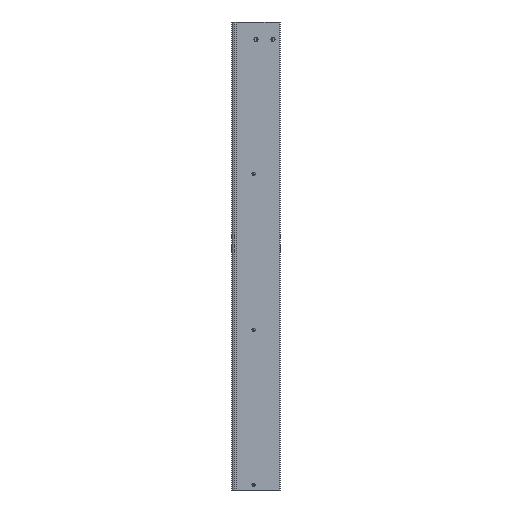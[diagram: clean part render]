
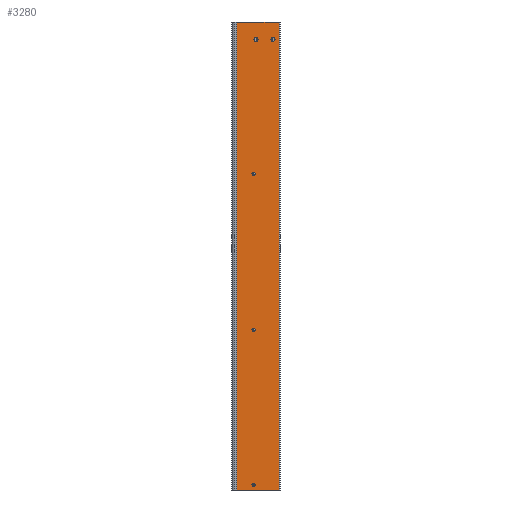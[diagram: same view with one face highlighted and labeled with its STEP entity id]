
A CAD part, left-side view. The second image highlights one B-rep face of the part: STEP entity #3280.
In plain terms, the highlighted planar face has unit normal (-1, 0, 0).
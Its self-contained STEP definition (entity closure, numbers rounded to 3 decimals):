
#3 = FACE_BOUND ( 'NONE', #2242, .T. ) ;
#4 = DIRECTION ( 'NONE',  ( 0., -1., 0. ) ) ;
#8 = DIRECTION ( 'NONE',  ( -1., 0., 0. ) ) ;
#34 = CARTESIAN_POINT ( 'NONE',  ( -11.5, -12.6, 482. ) ) ;
#37 = VERTEX_POINT ( 'NONE', #1068 ) ;
#44 = CIRCLE ( 'NONE', #1948, 1.65 ) ;
#100 = AXIS2_PLACEMENT_3D ( 'NONE', #947, #965, #2389 ) ;
#106 = CARTESIAN_POINT ( 'NONE',  ( -11.5, 7.5, 179.55 ) ) ;
#135 = EDGE_CURVE ( 'NONE', #2247, #1322, #3422, .T. ) ;
#198 = EDGE_CURVE ( 'NONE', #1284, #751, #2670, .T. ) ;
#199 = ORIENTED_EDGE ( 'NONE', *, *, #2001, .F. ) ;
#204 = VECTOR ( 'NONE', #601, 1000. ) ;
#261 = CARTESIAN_POINT ( 'NONE',  ( -11.5, 7.5, 182.85 ) ) ;
#274 = DIRECTION ( 'NONE',  ( 0., 0., 1. ) ) ;
#296 = CARTESIAN_POINT ( 'NONE',  ( -11.5, 25., 500. ) ) ;
#297 = PLANE ( 'NONE',  #1297 ) ;
#318 = CARTESIAN_POINT ( 'NONE',  ( -11.5, 5., 484.1 ) ) ;
#357 = LINE ( 'NONE', #1380, #3338 ) ;
#392 = AXIS2_PLACEMENT_3D ( 'NONE', #34, #1427, #3427 ) ;
#445 = CIRCLE ( 'NONE', #2360, 2.1 ) ;
#524 = CARTESIAN_POINT ( 'NONE',  ( -11.5, -19., 500. ) ) ;
#530 = DIRECTION ( 'NONE',  ( 0., 0., 1. ) ) ;
#540 = EDGE_LOOP ( 'NONE', ( #2179, #2726 ) ) ;
#565 = DIRECTION ( 'NONE',  ( 0., 0., 1. ) ) ;
#601 = DIRECTION ( 'NONE',  ( 0., 1., 0. ) ) ;
#621 = DIRECTION ( 'NONE',  ( -1., 0., 0. ) ) ;
#745 = FACE_BOUND ( 'NONE', #1269, .T. ) ;
#751 = VERTEX_POINT ( 'NONE', #2177 ) ;
#770 = DIRECTION ( 'NONE',  ( 0., 0., 1. ) ) ;
#781 = EDGE_CURVE ( 'NONE', #751, #1284, #2357, .T. ) ;
#828 = DIRECTION ( 'NONE',  ( 0., 0., 1. ) ) ;
#837 = CIRCLE ( 'NONE', #2727, 1.65 ) ;
#861 = DIRECTION ( 'NONE',  ( -1., 0., 0. ) ) ;
#874 = DIRECTION ( 'NONE',  ( 0., 0., 1. ) ) ;
#878 = VERTEX_POINT ( 'NONE', #1934 ) ;
#882 = EDGE_CURVE ( 'NONE', #1567, #1980, #2745, .T. ) ;
#904 = AXIS2_PLACEMENT_3D ( 'NONE', #1167, #621, #918 ) ;
#918 = DIRECTION ( 'NONE',  ( 0., 0., 1. ) ) ;
#934 = EDGE_CURVE ( 'NONE', #2122, #1322, #1445, .T. ) ;
#947 = CARTESIAN_POINT ( 'NONE',  ( -11.5, 7.5, 342.7 ) ) ;
#965 = DIRECTION ( 'NONE',  ( -1., 0., 0. ) ) ;
#1018 = CARTESIAN_POINT ( 'NONE',  ( -11.5, 5., 482. ) ) ;
#1046 = AXIS2_PLACEMENT_3D ( 'NONE', #3619, #861, #274 ) ;
#1068 = CARTESIAN_POINT ( 'NONE',  ( -11.5, 7.5, 21.95 ) ) ;
#1167 = CARTESIAN_POINT ( 'NONE',  ( -11.5, 7.5, 20.3 ) ) ;
#1219 = VERTEX_POINT ( 'NONE', #2676 ) ;
#1221 = ORIENTED_EDGE ( 'NONE', *, *, #882, .F. ) ;
#1269 = EDGE_LOOP ( 'NONE', ( #3312, #1974 ) ) ;
#1284 = VERTEX_POINT ( 'NONE', #3252 ) ;
#1297 = AXIS2_PLACEMENT_3D ( 'NONE', #1686, #2281, #2575 ) ;
#1313 = CIRCLE ( 'NONE', #904, 1.65 ) ;
#1322 = VERTEX_POINT ( 'NONE', #2132 ) ;
#1332 = ORIENTED_EDGE ( 'NONE', *, *, #2926, .F. ) ;
#1359 = CIRCLE ( 'NONE', #100, 1.65 ) ;
#1380 = CARTESIAN_POINT ( 'NONE',  ( -11.5, -19., 500. ) ) ;
#1427 = DIRECTION ( 'NONE',  ( -1., 0., 0. ) ) ;
#1445 = LINE ( 'NONE', #296, #1840 ) ;
#1477 = EDGE_LOOP ( 'NONE', ( #1221, #2675 ) ) ;
#1561 = EDGE_CURVE ( 'NONE', #878, #37, #1313, .T. ) ;
#1567 = VERTEX_POINT ( 'NONE', #318 ) ;
#1576 = CIRCLE ( 'NONE', #1046, 1.65 ) ;
#1602 = CARTESIAN_POINT ( 'NONE',  ( -11.5, -19., 15. ) ) ;
#1629 = CARTESIAN_POINT ( 'NONE',  ( -11.5, 7.5, 20.3 ) ) ;
#1632 = VERTEX_POINT ( 'NONE', #106 ) ;
#1649 = EDGE_CURVE ( 'NONE', #1219, #2115, #1359, .T. ) ;
#1674 = CARTESIAN_POINT ( 'NONE',  ( -11.5, 5., 482. ) ) ;
#1686 = CARTESIAN_POINT ( 'NONE',  ( -11.5, 25., 500. ) ) ;
#1712 = VECTOR ( 'NONE', #4, 1000. ) ;
#1792 = ORIENTED_EDGE ( 'NONE', *, *, #3240, .F. ) ;
#1795 = AXIS2_PLACEMENT_3D ( 'NONE', #2570, #8, #828 ) ;
#1807 = EDGE_CURVE ( 'NONE', #37, #878, #44, .T. ) ;
#1840 = VECTOR ( 'NONE', #3096, 1000. ) ;
#1845 = FACE_BOUND ( 'NONE', #1477, .T. ) ;
#1860 = CARTESIAN_POINT ( 'NONE',  ( -11.5, -12.6, 482. ) ) ;
#1884 = LINE ( 'NONE', #2523, #1712 ) ;
#1934 = CARTESIAN_POINT ( 'NONE',  ( -11.5, 7.5, 18.65 ) ) ;
#1948 = AXIS2_PLACEMENT_3D ( 'NONE', #1629, #3317, #770 ) ;
#1974 = ORIENTED_EDGE ( 'NONE', *, *, #198, .F. ) ;
#1980 = VERTEX_POINT ( 'NONE', #3367 ) ;
#2001 = EDGE_CURVE ( 'NONE', #2122, #2821, #1884, .T. ) ;
#2047 = AXIS2_PLACEMENT_3D ( 'NONE', #1674, #3582, #565 ) ;
#2050 = CARTESIAN_POINT ( 'NONE',  ( -11.5, 7.5, 341.05 ) ) ;
#2067 = FACE_BOUND ( 'NONE', #540, .T. ) ;
#2104 = CIRCLE ( 'NONE', #1795, 1.65 ) ;
#2115 = VERTEX_POINT ( 'NONE', #2050 ) ;
#2122 = VERTEX_POINT ( 'NONE', #3466 ) ;
#2132 = CARTESIAN_POINT ( 'NONE',  ( -11.5, 25., 15. ) ) ;
#2143 = DIRECTION ( 'NONE',  ( -1., 0., 0. ) ) ;
#2177 = CARTESIAN_POINT ( 'NONE',  ( -11.5, -12.6, 484.1 ) ) ;
#2179 = ORIENTED_EDGE ( 'NONE', *, *, #1807, .F. ) ;
#2242 = EDGE_LOOP ( 'NONE', ( #2912, #2741 ) ) ;
#2247 = VERTEX_POINT ( 'NONE', #1602 ) ;
#2281 = DIRECTION ( 'NONE',  ( 1., 0., 0. ) ) ;
#2346 = VERTEX_POINT ( 'NONE', #261 ) ;
#2357 = CIRCLE ( 'NONE', #2620, 2.1 ) ;
#2360 = AXIS2_PLACEMENT_3D ( 'NONE', #1018, #2425, #2415 ) ;
#2389 = DIRECTION ( 'NONE',  ( 0., 0., 1. ) ) ;
#2406 = ORIENTED_EDGE ( 'NONE', *, *, #135, .F. ) ;
#2415 = DIRECTION ( 'NONE',  ( 0., 0., 1. ) ) ;
#2425 = DIRECTION ( 'NONE',  ( -1., 0., 0. ) ) ;
#2433 = EDGE_CURVE ( 'NONE', #2247, #2821, #357, .T. ) ;
#2444 = DIRECTION ( 'NONE',  ( 0., 0., 1. ) ) ;
#2453 = CARTESIAN_POINT ( 'NONE',  ( -11.5, 7.5, 342.7 ) ) ;
#2523 = CARTESIAN_POINT ( 'NONE',  ( -11.5, 25., 500. ) ) ;
#2570 = CARTESIAN_POINT ( 'NONE',  ( -11.5, 7.5, 181.2 ) ) ;
#2575 = DIRECTION ( 'NONE',  ( 0., 0., -1. ) ) ;
#2620 = AXIS2_PLACEMENT_3D ( 'NONE', #1860, #2143, #2444 ) ;
#2646 = FACE_OUTER_BOUND ( 'NONE', #2849, .T. ) ;
#2670 = CIRCLE ( 'NONE', #392, 2.1 ) ;
#2675 = ORIENTED_EDGE ( 'NONE', *, *, #3511, .F. ) ;
#2676 = CARTESIAN_POINT ( 'NONE',  ( -11.5, 7.5, 344.35 ) ) ;
#2726 = ORIENTED_EDGE ( 'NONE', *, *, #1561, .F. ) ;
#2727 = AXIS2_PLACEMENT_3D ( 'NONE', #2453, #3303, #530 ) ;
#2741 = ORIENTED_EDGE ( 'NONE', *, *, #3199, .F. ) ;
#2745 = CIRCLE ( 'NONE', #2047, 2.1 ) ;
#2821 = VERTEX_POINT ( 'NONE', #524 ) ;
#2849 = EDGE_LOOP ( 'NONE', ( #2406, #3333, #199, #3444 ) ) ;
#2912 = ORIENTED_EDGE ( 'NONE', *, *, #1649, .F. ) ;
#2926 = EDGE_CURVE ( 'NONE', #1632, #2346, #2104, .T. ) ;
#3083 = CARTESIAN_POINT ( 'NONE',  ( -11.5, 25., 15. ) ) ;
#3096 = DIRECTION ( 'NONE',  ( 0., 0., -1. ) ) ;
#3199 = EDGE_CURVE ( 'NONE', #2115, #1219, #837, .T. ) ;
#3240 = EDGE_CURVE ( 'NONE', #2346, #1632, #1576, .T. ) ;
#3252 = CARTESIAN_POINT ( 'NONE',  ( -11.5, -12.6, 479.9 ) ) ;
#3280 = ADVANCED_FACE ( 'NONE', ( #745, #1845, #3389, #3, #2067, #2646 ), #297, .F. ) ;
#3303 = DIRECTION ( 'NONE',  ( -1., 0., 0. ) ) ;
#3312 = ORIENTED_EDGE ( 'NONE', *, *, #781, .F. ) ;
#3317 = DIRECTION ( 'NONE',  ( -1., 0., 0. ) ) ;
#3333 = ORIENTED_EDGE ( 'NONE', *, *, #2433, .T. ) ;
#3338 = VECTOR ( 'NONE', #874, 1000. ) ;
#3367 = CARTESIAN_POINT ( 'NONE',  ( -11.5, 5., 479.9 ) ) ;
#3389 = FACE_BOUND ( 'NONE', #3448, .T. ) ;
#3422 = LINE ( 'NONE', #3083, #204 ) ;
#3427 = DIRECTION ( 'NONE',  ( 0., 0., 1. ) ) ;
#3444 = ORIENTED_EDGE ( 'NONE', *, *, #934, .T. ) ;
#3448 = EDGE_LOOP ( 'NONE', ( #1792, #1332 ) ) ;
#3466 = CARTESIAN_POINT ( 'NONE',  ( -11.5, 25., 500. ) ) ;
#3511 = EDGE_CURVE ( 'NONE', #1980, #1567, #445, .T. ) ;
#3582 = DIRECTION ( 'NONE',  ( -1., 0., 0. ) ) ;
#3619 = CARTESIAN_POINT ( 'NONE',  ( -11.5, 7.5, 181.2 ) ) ;
